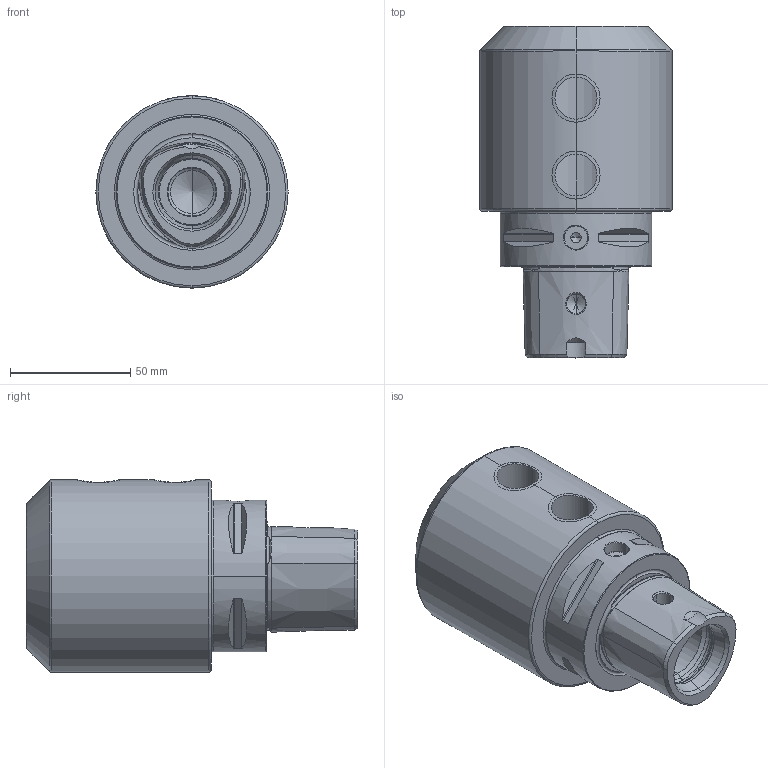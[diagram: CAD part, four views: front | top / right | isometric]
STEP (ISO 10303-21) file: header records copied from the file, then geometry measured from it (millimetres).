
FILE_DESCRIPTION((''),'2;1');
FILE_NAME('CC6-000-40','2011-09-13T',('mei'),(''),'PRO/ENGINEER BY PARAMETRIC TECHNOLOGY CORPORATION, 2010430','PRO/ENGINEER BY PARAMETRIC TECHNOLOGY CORPORATION, 2010430','');
FILE_SCHEMA(('CONFIG_CONTROL_DESIGN'));
Length unit declared in the file: millimetre
Products named in the file (1): CC6-000-40
Bounding box: 80 x 138 x 80 mm (x, y, z)
Volume: 371263.3 mm3; surface area: 56169.2 mm2
Topology: 1 solids, 4 shells, 132 faces, 340 edges, 211 vertices
Faces by surface type: cone 42, cylinder 41, torus 24, plane 23, bspline 2
Entity records: 4961 total; most frequent: CARTESIAN_POINT 1833, ORIENTED_EDGE 646, DIRECTION 628, EDGE_CURVE 334, AXIS2_PLACEMENT_3D 261, VERTEX_POINT 211, EDGE_LOOP 145, FACE_OUTER_BOUND 132
